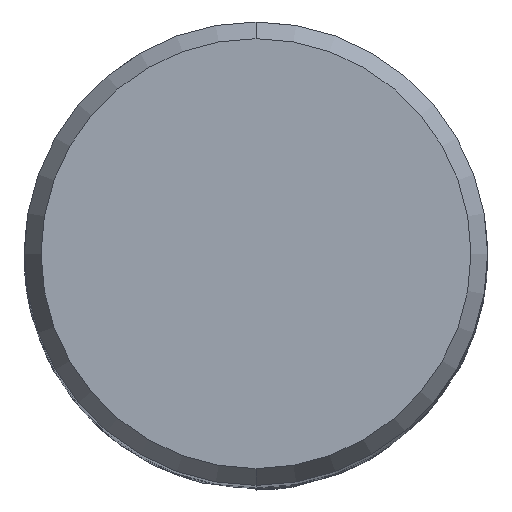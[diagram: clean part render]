
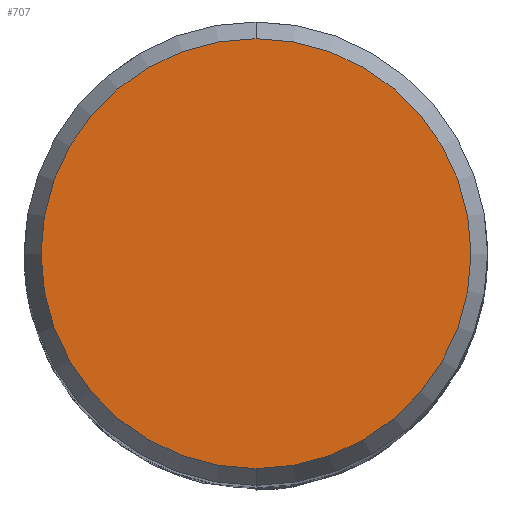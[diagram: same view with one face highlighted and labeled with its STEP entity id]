
A CAD part, top view. The second image highlights one B-rep face of the part: STEP entity #707.
In plain terms, the highlighted planar face has unit normal (0, 0, 1).
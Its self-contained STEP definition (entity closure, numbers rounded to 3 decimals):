
#531=EDGE_CURVE('',#1311,#1365,#1474,.T.);
#551=EDGE_CURVE('',#1365,#1311,#1495,.T.);
#707=ADVANCED_FACE('',(#1665),#1666,.T.);
#1311=VERTEX_POINT('',#2328);
#1365=VERTEX_POINT('',#2385);
#1474=CIRCLE('',#2720,7.423);
#1495=CIRCLE('',#2814,7.423);
#1665=FACE_OUTER_BOUND('',#3469,.T.);
#1666=PLANE('',#3470);
#2328=CARTESIAN_POINT('',(0.0,7.423,0.0));
#2385=CARTESIAN_POINT('',(0.,-7.423,0.0));
#2720=AXIS2_PLACEMENT_3D('',#8686,#8687,#8688);
#2814=AXIS2_PLACEMENT_3D('',#8713,#8714,#8715);
#3469=EDGE_LOOP('',(#8917,#8918));
#3470=AXIS2_PLACEMENT_3D('',#8919,#8920,#8921);
#8686=CARTESIAN_POINT('',(0.0,0.0,0.0));
#8687=DIRECTION('',(0.0,0.0,-1.0));
#8688=DIRECTION('',(0.0,1.0,0.0));
#8713=CARTESIAN_POINT('',(0.0,0.0,0.0));
#8714=DIRECTION('',(0.0,0.0,-1.0));
#8715=DIRECTION('',(0.0,1.0,0.0));
#8917=ORIENTED_EDGE('',*,*,#531,.F.);
#8918=ORIENTED_EDGE('',*,*,#551,.F.);
#8919=CARTESIAN_POINT('',(0.0,3.711,0.0));
#8920=DIRECTION('',(-0.0,0.0,1.0));
#8921=DIRECTION('',(0.0,-1.0,0.0));
